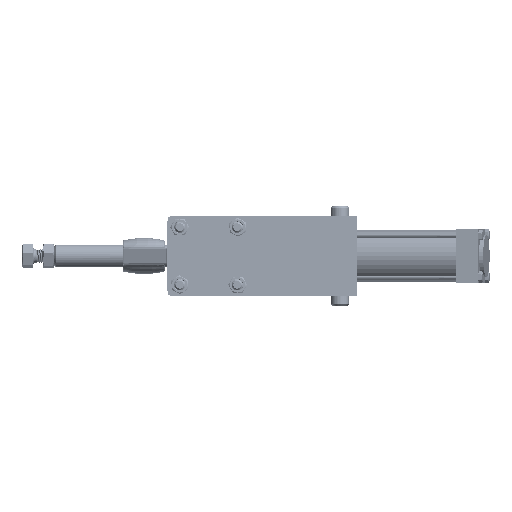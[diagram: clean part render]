
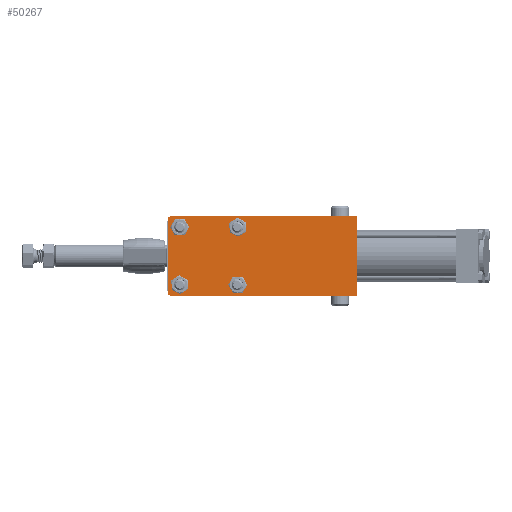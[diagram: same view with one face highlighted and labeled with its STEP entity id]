
A CAD part, front view. The second image highlights one B-rep face of the part: STEP entity #50267.
In plain terms, the highlighted planar face has unit normal (0, -1, 0).
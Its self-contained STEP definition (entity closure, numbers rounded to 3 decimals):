
#526 = EDGE_LOOP ( 'NONE', ( #70838, #72169 ) ) ;
#1026 = ORIENTED_EDGE ( 'NONE', *, *, #8583, .T. ) ;
#1483 = CARTESIAN_POINT ( 'NONE',  ( -51.872, 0., -15.538 ) ) ;
#1738 = CIRCLE ( 'NONE', #59232, 4.15 ) ;
#1827 = CARTESIAN_POINT ( 'NONE',  ( -57.572, 0., 33.612 ) ) ;
#2149 = AXIS2_PLACEMENT_3D ( 'NONE', #23293, #68393, #29825 ) ;
#3386 = AXIS2_PLACEMENT_3D ( 'NONE', #29623, #74640, #36075 ) ;
#4392 = CIRCLE ( 'NONE', #35183, 4.15 ) ;
#4659 = VERTEX_POINT ( 'NONE', #72025 ) ;
#5346 = DIRECTION ( 'NONE',  ( 0., 1., 0. ) ) ;
#5553 = CARTESIAN_POINT ( 'NONE',  ( -10.472, 0., -15.538 ) ) ;
#7972 = DIRECTION ( 'NONE',  ( 0., 0., 1. ) ) ;
#8583 = EDGE_CURVE ( 'NONE', #41026, #4659, #55747, .T. ) ;
#8777 = CIRCLE ( 'NONE', #67935, 4.15 ) ;
#8860 = DIRECTION ( 'NONE',  ( 0., 1., 0. ) ) ;
#9207 = EDGE_CURVE ( 'NONE', #78543, #48830, #35567, .T. ) ;
#9223 = VERTEX_POINT ( 'NONE', #12958 ) ;
#9421 = CARTESIAN_POINT ( 'NONE',  ( -51.872, 0., -15.538 ) ) ;
#9493 = VECTOR ( 'NONE', #47180, 1000. ) ;
#12080 = DIRECTION ( 'NONE',  ( 0., 0., 1. ) ) ;
#12433 = CARTESIAN_POINT ( 'NONE',  ( -57.572, 0., -23.588 ) ) ;
#12443 = AXIS2_PLACEMENT_3D ( 'NONE', #47496, #8860, #54043 ) ;
#12574 = ORIENTED_EDGE ( 'NONE', *, *, #19372, .F. ) ;
#12756 = VERTEX_POINT ( 'NONE', #37086 ) ;
#12958 = CARTESIAN_POINT ( 'NONE',  ( -60.572, 0., 30.612 ) ) ;
#13173 = CIRCLE ( 'NONE', #3386, 4.15 ) ;
#15720 = LINE ( 'NONE', #76482, #49986 ) ;
#15960 = DIRECTION ( 'NONE',  ( 0., 0., 1. ) ) ;
#17803 = VECTOR ( 'NONE', #76434, 1000. ) ;
#18162 = ORIENTED_EDGE ( 'NONE', *, *, #9207, .F. ) ;
#19258 = ORIENTED_EDGE ( 'NONE', *, *, #32629, .T. ) ;
#19372 = EDGE_CURVE ( 'NONE', #64879, #54733, #52682, .T. ) ;
#20092 = AXIS2_PLACEMENT_3D ( 'NONE', #43122, #69585, #31033 ) ;
#21085 = CARTESIAN_POINT ( 'NONE',  ( -51.872, 0., -19.688 ) ) ;
#21313 = ORIENTED_EDGE ( 'NONE', *, *, #47839, .T. ) ;
#23293 = CARTESIAN_POINT ( 'NONE',  ( -57.572, 0., -20.588 ) ) ;
#25039 = FACE_BOUND ( 'NONE', #65114, .T. ) ;
#25268 = DIRECTION ( 'NONE',  ( 0., 0., 1. ) ) ;
#27104 = FACE_BOUND ( 'NONE', #526, .T. ) ;
#27194 = DIRECTION ( 'NONE',  ( 0., 1., 0. ) ) ;
#28240 = DIRECTION ( 'NONE',  ( 0., 1., 0. ) ) ;
#29623 = CARTESIAN_POINT ( 'NONE',  ( -51.872, 0., 25.562 ) ) ;
#29825 = DIRECTION ( 'NONE',  ( 0., 0., 1. ) ) ;
#30253 = CARTESIAN_POINT ( 'NONE',  ( -60.572, 0., -20.588 ) ) ;
#30518 = AXIS2_PLACEMENT_3D ( 'NONE', #5553, #50750, #12080 ) ;
#30953 = EDGE_CURVE ( 'NONE', #4659, #41026, #83535, .T. ) ;
#31033 = DIRECTION ( 'NONE',  ( 0., 0., -1. ) ) ;
#32144 = VERTEX_POINT ( 'NONE', #51770 ) ;
#32211 = DIRECTION ( 'NONE',  ( 0., 1., 0. ) ) ;
#32629 = EDGE_CURVE ( 'NONE', #42774, #32144, #1738, .T. ) ;
#33214 = ORIENTED_EDGE ( 'NONE', *, *, #76270, .T. ) ;
#33259 = EDGE_LOOP ( 'NONE', ( #58388, #33214 ) ) ;
#35183 = AXIS2_PLACEMENT_3D ( 'NONE', #9421, #54589, #15960 ) ;
#35238 = CARTESIAN_POINT ( 'NONE',  ( -10.472, 0., -19.688 ) ) ;
#35567 = CIRCLE ( 'NONE', #2149, 3. ) ;
#36011 = CARTESIAN_POINT ( 'NONE',  ( -57.572, 0., -23.588 ) ) ;
#36075 = DIRECTION ( 'NONE',  ( 0., 0., 1. ) ) ;
#36406 = CARTESIAN_POINT ( 'NONE',  ( -51.872, 0., 21.412 ) ) ;
#36588 = ORIENTED_EDGE ( 'NONE', *, *, #52854, .F. ) ;
#37086 = CARTESIAN_POINT ( 'NONE',  ( -51.872, 0., 29.712 ) ) ;
#37544 = DIRECTION ( 'NONE',  ( 1., 0., 0. ) ) ;
#37822 = EDGE_CURVE ( 'NONE', #54094, #73872, #4392, .T. ) ;
#41026 = VERTEX_POINT ( 'NONE', #35238 ) ;
#42148 = FACE_BOUND ( 'NONE', #33259, .T. ) ;
#42774 = VERTEX_POINT ( 'NONE', #46640 ) ;
#43052 = ORIENTED_EDGE ( 'NONE', *, *, #61576, .F. ) ;
#43122 = CARTESIAN_POINT ( 'NONE',  ( -57.572, 0., 30.612 ) ) ;
#43389 = EDGE_LOOP ( 'NONE', ( #1026, #74045 ) ) ;
#43847 = ORIENTED_EDGE ( 'NONE', *, *, #75889, .F. ) ;
#44051 = CARTESIAN_POINT ( 'NONE',  ( -10.472, 0., 25.562 ) ) ;
#44127 = FACE_OUTER_BOUND ( 'NONE', #70803, .T. ) ;
#44228 = AXIS2_PLACEMENT_3D ( 'NONE', #66791, #28240, #73276 ) ;
#45925 = AXIS2_PLACEMENT_3D ( 'NONE', #1483, #46631, #7972 ) ;
#46631 = DIRECTION ( 'NONE',  ( 0., 1., 0. ) ) ;
#46640 = CARTESIAN_POINT ( 'NONE',  ( -10.472, 0., 21.412 ) ) ;
#47180 = DIRECTION ( 'NONE',  ( 0., 0., -1. ) ) ;
#47496 = CARTESIAN_POINT ( 'NONE',  ( -57.572, 0., 30.612 ) ) ;
#47839 = EDGE_CURVE ( 'NONE', #32144, #42774, #67479, .T. ) ;
#48830 = VERTEX_POINT ( 'NONE', #30253 ) ;
#49986 = VECTOR ( 'NONE', #25268, 1000. ) ;
#50267 = ADVANCED_FACE ( 'NONE', ( #27104, #42148, #44127, #59329, #25039 ), #69329, .T. ) ;
#50547 = DIRECTION ( 'NONE',  ( 0., 0., 1. ) ) ;
#50633 = VECTOR ( 'NONE', #37544, 1000. ) ;
#50750 = DIRECTION ( 'NONE',  ( 0., 1., 0. ) ) ;
#51770 = CARTESIAN_POINT ( 'NONE',  ( -10.472, 0., 29.712 ) ) ;
#52682 = LINE ( 'NONE', #76129, #50633 ) ;
#52854 = EDGE_CURVE ( 'NONE', #48830, #9223, #15720, .T. ) ;
#53427 = CARTESIAN_POINT ( 'NONE',  ( 74.428, 0., -23.588 ) ) ;
#53862 = CARTESIAN_POINT ( 'NONE',  ( -51.872, 0., -11.388 ) ) ;
#54043 = DIRECTION ( 'NONE',  ( 0., 0., -1. ) ) ;
#54094 = VERTEX_POINT ( 'NONE', #21085 ) ;
#54509 = CARTESIAN_POINT ( 'NONE',  ( 74.428, 0., 33.612 ) ) ;
#54589 = DIRECTION ( 'NONE',  ( 0., 1., 0. ) ) ;
#54733 = VERTEX_POINT ( 'NONE', #54509 ) ;
#55747 = CIRCLE ( 'NONE', #58940, 4.15 ) ;
#58388 = ORIENTED_EDGE ( 'NONE', *, *, #37822, .T. ) ;
#58940 = AXIS2_PLACEMENT_3D ( 'NONE', #70751, #32211, #77227 ) ;
#59232 = AXIS2_PLACEMENT_3D ( 'NONE', #44051, #5346, #50547 ) ;
#59329 = FACE_BOUND ( 'NONE', #43389, .T. ) ;
#60455 = EDGE_CURVE ( 'NONE', #61828, #12756, #8777, .T. ) ;
#60999 = LINE ( 'NONE', #53427, #9493 ) ;
#61576 = EDGE_CURVE ( 'NONE', #71882, #78543, #71218, .T. ) ;
#61828 = VERTEX_POINT ( 'NONE', #36406 ) ;
#64879 = VERTEX_POINT ( 'NONE', #1827 ) ;
#65114 = EDGE_LOOP ( 'NONE', ( #19258, #21313 ) ) ;
#65722 = CARTESIAN_POINT ( 'NONE',  ( -51.872, 0., 25.562 ) ) ;
#66791 = CARTESIAN_POINT ( 'NONE',  ( -10.472, 0., 25.562 ) ) ;
#67479 = CIRCLE ( 'NONE', #44228, 4.15 ) ;
#67935 = AXIS2_PLACEMENT_3D ( 'NONE', #65722, #27194, #72208 ) ;
#68073 = EDGE_CURVE ( 'NONE', #12756, #61828, #13173, .T. ) ;
#68393 = DIRECTION ( 'NONE',  ( 0., 1., 0. ) ) ;
#69329 = PLANE ( 'NONE',  #20092 ) ;
#69585 = DIRECTION ( 'NONE',  ( 0., -1., 0. ) ) ;
#69718 = CARTESIAN_POINT ( 'NONE',  ( 74.428, 0., -23.588 ) ) ;
#70751 = CARTESIAN_POINT ( 'NONE',  ( -10.472, 0., -15.538 ) ) ;
#70803 = EDGE_LOOP ( 'NONE', ( #43847, #12574, #82965, #36588, #18162, #43052 ) ) ;
#70838 = ORIENTED_EDGE ( 'NONE', *, *, #60455, .T. ) ;
#71218 = LINE ( 'NONE', #12433, #17803 ) ;
#71882 = VERTEX_POINT ( 'NONE', #69718 ) ;
#72025 = CARTESIAN_POINT ( 'NONE',  ( -10.472, 0., -11.388 ) ) ;
#72169 = ORIENTED_EDGE ( 'NONE', *, *, #68073, .T. ) ;
#72208 = DIRECTION ( 'NONE',  ( 0., 0., 1. ) ) ;
#73276 = DIRECTION ( 'NONE',  ( 0., 0., 1. ) ) ;
#73872 = VERTEX_POINT ( 'NONE', #53862 ) ;
#74045 = ORIENTED_EDGE ( 'NONE', *, *, #30953, .T. ) ;
#74640 = DIRECTION ( 'NONE',  ( 0., 1., 0. ) ) ;
#75889 = EDGE_CURVE ( 'NONE', #54733, #71882, #60999, .T. ) ;
#76129 = CARTESIAN_POINT ( 'NONE',  ( -57.572, 0., 33.612 ) ) ;
#76270 = EDGE_CURVE ( 'NONE', #73872, #54094, #79016, .T. ) ;
#76434 = DIRECTION ( 'NONE',  ( -1., 0., 0. ) ) ;
#76482 = CARTESIAN_POINT ( 'NONE',  ( -60.572, 0., -20.588 ) ) ;
#76725 = EDGE_CURVE ( 'NONE', #9223, #64879, #77944, .T. ) ;
#77227 = DIRECTION ( 'NONE',  ( 0., 0., 1. ) ) ;
#77944 = CIRCLE ( 'NONE', #12443, 3. ) ;
#78543 = VERTEX_POINT ( 'NONE', #36011 ) ;
#79016 = CIRCLE ( 'NONE', #45925, 4.15 ) ;
#82965 = ORIENTED_EDGE ( 'NONE', *, *, #76725, .F. ) ;
#83535 = CIRCLE ( 'NONE', #30518, 4.15 ) ;
